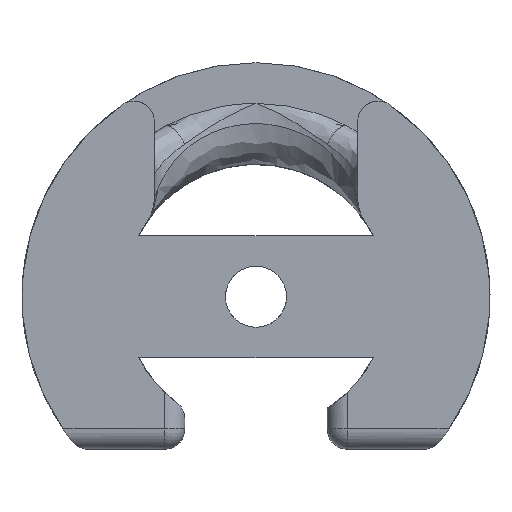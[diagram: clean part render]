
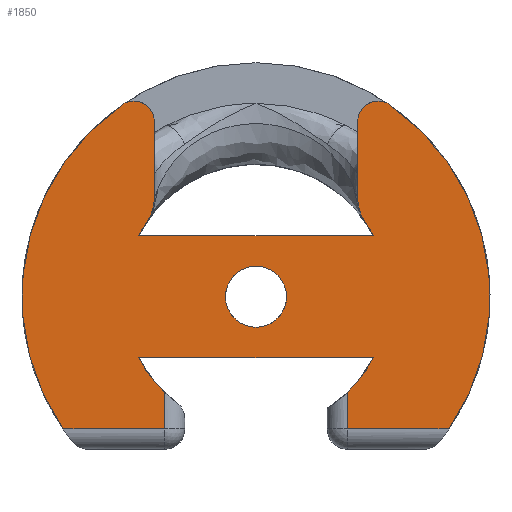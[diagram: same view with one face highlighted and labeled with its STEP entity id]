
A CAD part, front view. The second image highlights one B-rep face of the part: STEP entity #1850.
In plain terms, the highlighted planar face has unit normal (0, -1, 0).
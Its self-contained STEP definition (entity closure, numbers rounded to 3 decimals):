
#16=FACE_BOUND('',#538,.T.);
#40=PLANE('',#2067);
#74=LINE('',#2944,#188);
#76=LINE('',#2949,#190);
#116=LINE('',#3199,#230);
#119=LINE('',#3205,#233);
#126=LINE('',#3244,#240);
#129=LINE('',#3254,#243);
#156=LINE('',#3430,#270);
#157=LINE('',#3435,#271);
#188=VECTOR('',#2198,10.);
#190=VECTOR('',#2202,10.);
#230=VECTOR('',#2378,10.);
#233=VECTOR('',#2383,10.);
#240=VECTOR('',#2408,10.);
#243=VECTOR('',#2413,10.);
#270=VECTOR('',#2562,10.);
#271=VECTOR('',#2567,10.);
#421=FACE_OUTER_BOUND('',#537,.T.);
#537=EDGE_LOOP('',(#1502,#1503,#1504,#1505,#1506,#1507,#1508,#1509,#1510,
#1511,#1512,#1513,#1514,#1515,#1516,#1517,#1518,#1519));
#538=EDGE_LOOP('',(#1520));
#590=CIRCLE('',#1921,1.5);
#595=CIRCLE('',#1931,6.5);
#597=CIRCLE('',#1933,6.5);
#598=CIRCLE('',#1934,6.5);
#599=CIRCLE('',#1935,6.5);
#658=CIRCLE('',#2068,11.5);
#659=CIRCLE('',#2069,1.);
#660=CIRCLE('',#2070,2.);
#661=CIRCLE('',#2071,2.);
#662=CIRCLE('',#2072,1.);
#663=CIRCLE('',#2073,11.5);
#768=VERTEX_POINT('',#2915);
#772=VERTEX_POINT('',#2941);
#773=VERTEX_POINT('',#2943);
#774=VERTEX_POINT('',#2947);
#775=VERTEX_POINT('',#2948);
#776=VERTEX_POINT('',#2953);
#781=VERTEX_POINT('',#2968);
#782=VERTEX_POINT('',#2980);
#785=VERTEX_POINT('',#2997);
#826=VERTEX_POINT('',#3147);
#835=VERTEX_POINT('',#3174);
#843=VERTEX_POINT('',#3204);
#848=VERTEX_POINT('',#3243);
#886=VERTEX_POINT('',#3425);
#887=VERTEX_POINT('',#3427);
#888=VERTEX_POINT('',#3429);
#889=VERTEX_POINT('',#3432);
#890=VERTEX_POINT('',#3434);
#891=VERTEX_POINT('',#3436);
#938=EDGE_CURVE('',#768,#768,#590,.T.);
#947=EDGE_CURVE('',#772,#773,#74,.T.);
#949=EDGE_CURVE('',#774,#775,#76,.T.);
#952=EDGE_CURVE('',#776,#775,#595,.T.);
#958=EDGE_CURVE('',#774,#781,#597,.T.);
#959=EDGE_CURVE('',#782,#773,#598,.T.);
#963=EDGE_CURVE('',#772,#785,#599,.T.);
#1040=EDGE_CURVE('',#776,#835,#116,.T.);
#1043=EDGE_CURVE('',#835,#843,#119,.T.);
#1056=EDGE_CURVE('',#848,#826,#126,.T.);
#1060=EDGE_CURVE('',#826,#781,#129,.T.);
#1125=EDGE_CURVE('',#848,#886,#658,.T.);
#1126=EDGE_CURVE('',#887,#886,#659,.T.);
#1127=EDGE_CURVE('',#887,#888,#156,.T.);
#1128=EDGE_CURVE('',#782,#888,#660,.T.);
#1129=EDGE_CURVE('',#889,#785,#661,.T.);
#1130=EDGE_CURVE('',#889,#890,#157,.T.);
#1131=EDGE_CURVE('',#891,#890,#662,.T.);
#1132=EDGE_CURVE('',#891,#843,#663,.T.);
#1502=ORIENTED_EDGE('',*,*,#1060,.F.);
#1503=ORIENTED_EDGE('',*,*,#1056,.F.);
#1504=ORIENTED_EDGE('',*,*,#1125,.T.);
#1505=ORIENTED_EDGE('',*,*,#1126,.F.);
#1506=ORIENTED_EDGE('',*,*,#1127,.T.);
#1507=ORIENTED_EDGE('',*,*,#1128,.F.);
#1508=ORIENTED_EDGE('',*,*,#959,.T.);
#1509=ORIENTED_EDGE('',*,*,#947,.F.);
#1510=ORIENTED_EDGE('',*,*,#963,.T.);
#1511=ORIENTED_EDGE('',*,*,#1129,.F.);
#1512=ORIENTED_EDGE('',*,*,#1130,.T.);
#1513=ORIENTED_EDGE('',*,*,#1131,.F.);
#1514=ORIENTED_EDGE('',*,*,#1132,.T.);
#1515=ORIENTED_EDGE('',*,*,#1043,.F.);
#1516=ORIENTED_EDGE('',*,*,#1040,.F.);
#1517=ORIENTED_EDGE('',*,*,#952,.T.);
#1518=ORIENTED_EDGE('',*,*,#949,.F.);
#1519=ORIENTED_EDGE('',*,*,#958,.T.);
#1520=ORIENTED_EDGE('',*,*,#938,.F.);
#1850=ADVANCED_FACE('',(#421,#16),#40,.F.);
#1921=AXIS2_PLACEMENT_3D('',#2916,#2179,#2180);
#1931=AXIS2_PLACEMENT_3D('',#2954,#2207,#2208);
#1933=AXIS2_PLACEMENT_3D('',#2979,#2213,#2214);
#1934=AXIS2_PLACEMENT_3D('',#2981,#2215,#2216);
#1935=AXIS2_PLACEMENT_3D('',#2999,#2219,#2220);
#2067=AXIS2_PLACEMENT_3D('',#3424,#2556,#2557);
#2068=AXIS2_PLACEMENT_3D('',#3426,#2558,#2559);
#2069=AXIS2_PLACEMENT_3D('',#3428,#2560,#2561);
#2070=AXIS2_PLACEMENT_3D('',#3431,#2563,#2564);
#2071=AXIS2_PLACEMENT_3D('',#3433,#2565,#2566);
#2072=AXIS2_PLACEMENT_3D('',#3437,#2568,#2569);
#2073=AXIS2_PLACEMENT_3D('',#3438,#2570,#2571);
#2179=DIRECTION('center_axis',(0.,-1.,0.));
#2180=DIRECTION('ref_axis',(1.,0.,0.));
#2198=DIRECTION('',(1.,0.,0.));
#2202=DIRECTION('',(-1.,0.,0.));
#2207=DIRECTION('center_axis',(0.,1.,0.));
#2208=DIRECTION('ref_axis',(-1.,0.,0.));
#2213=DIRECTION('center_axis',(0.,1.,0.));
#2214=DIRECTION('ref_axis',(-1.,0.,0.));
#2215=DIRECTION('center_axis',(0.,1.,0.));
#2216=DIRECTION('ref_axis',(-1.,0.,0.));
#2219=DIRECTION('center_axis',(0.,1.,0.));
#2220=DIRECTION('ref_axis',(-1.,0.,0.));
#2378=DIRECTION('',(0.,0.,-1.));
#2383=DIRECTION('',(-1.,0.,0.));
#2408=DIRECTION('',(-1.,0.,0.));
#2413=DIRECTION('',(0.,0.,1.));
#2556=DIRECTION('center_axis',(0.,1.,0.));
#2557=DIRECTION('ref_axis',(-1.,0.,0.));
#2558=DIRECTION('center_axis',(0.,-1.,0.));
#2559=DIRECTION('ref_axis',(-1.,0.,0.));
#2560=DIRECTION('center_axis',(0.,1.,0.));
#2561=DIRECTION('ref_axis',(-0.463,0.,0.886));
#2562=DIRECTION('',(0.,0.,-1.));
#2563=DIRECTION('center_axis',(0.,1.,0.));
#2564=DIRECTION('ref_axis',(-0.955,0.,-0.297));
#2565=DIRECTION('center_axis',(0.,1.,0.));
#2566=DIRECTION('ref_axis',(0.955,0.,-0.297));
#2567=DIRECTION('',(0.,0.,1.));
#2568=DIRECTION('center_axis',(0.,1.,0.));
#2569=DIRECTION('ref_axis',(0.463,0.,0.886));
#2570=DIRECTION('center_axis',(0.,-1.,0.));
#2571=DIRECTION('ref_axis',(-1.,0.,0.));
#2915=CARTESIAN_POINT('',(-1.5,23.928,0.));
#2916=CARTESIAN_POINT('Origin',(0.,23.928,0.));
#2941=CARTESIAN_POINT('',(-5.766,23.928,3.));
#2943=CARTESIAN_POINT('',(5.766,23.928,3.));
#2944=CARTESIAN_POINT('',(-15.828,23.928,3.));
#2947=CARTESIAN_POINT('',(5.766,23.928,-3.));
#2948=CARTESIAN_POINT('',(-5.766,23.928,-3.));
#2949=CARTESIAN_POINT('',(15.828,23.928,-3.));
#2953=CARTESIAN_POINT('',(-4.5,23.928,-4.69));
#2954=CARTESIAN_POINT('Origin',(0.,23.928,0.));
#2968=CARTESIAN_POINT('',(4.5,23.928,-4.691));
#2979=CARTESIAN_POINT('Origin',(0.,23.928,0.));
#2980=CARTESIAN_POINT('',(5.353,23.928,3.687));
#2981=CARTESIAN_POINT('Origin',(0.,23.928,0.));
#2997=CARTESIAN_POINT('',(-5.353,23.928,3.687));
#2999=CARTESIAN_POINT('Origin',(0.,23.928,0.));
#3147=CARTESIAN_POINT('',(4.5,23.928,-6.5));
#3174=CARTESIAN_POINT('',(-4.5,23.928,-6.5));
#3199=CARTESIAN_POINT('',(-4.5,23.928,-3.3));
#3204=CARTESIAN_POINT('',(-9.487,23.928,-6.5));
#3205=CARTESIAN_POINT('',(-4.65,23.928,-6.5));
#3243=CARTESIAN_POINT('',(9.487,23.928,-6.5));
#3244=CARTESIAN_POINT('',(1.75,23.928,-6.5));
#3254=CARTESIAN_POINT('',(4.5,23.928,-2.289));
#3424=CARTESIAN_POINT('Origin',(0.,23.928,0.9));
#3425=CARTESIAN_POINT('',(6.571,23.928,9.438));
#3426=CARTESIAN_POINT('Origin',(0.,23.928,0.));
#3427=CARTESIAN_POINT('',(5.,23.928,8.617));
#3428=CARTESIAN_POINT('Origin',(6.,23.928,8.617));
#3429=CARTESIAN_POINT('',(5.,23.928,4.822));
#3430=CARTESIAN_POINT('',(5.,23.928,1.95));
#3431=CARTESIAN_POINT('Origin',(7.,23.928,4.822));
#3432=CARTESIAN_POINT('',(-5.,23.928,4.821));
#3433=CARTESIAN_POINT('Origin',(-7.,23.928,4.821));
#3434=CARTESIAN_POINT('',(-5.,23.928,8.617));
#3435=CARTESIAN_POINT('',(-5.,23.928,1.95));
#3436=CARTESIAN_POINT('',(-6.572,23.928,9.437));
#3437=CARTESIAN_POINT('Origin',(-6.,23.928,8.617));
#3438=CARTESIAN_POINT('Origin',(0.,23.928,0.));
